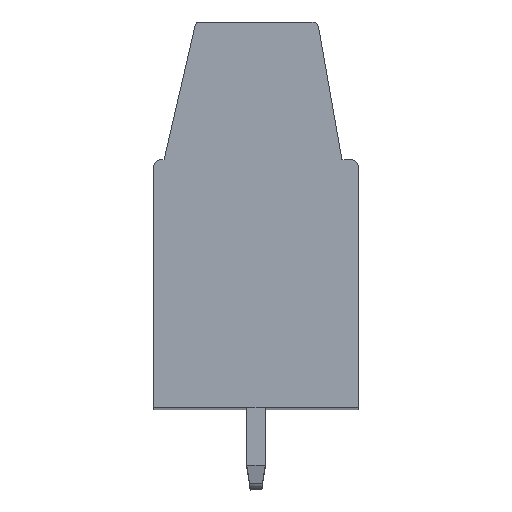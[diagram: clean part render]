
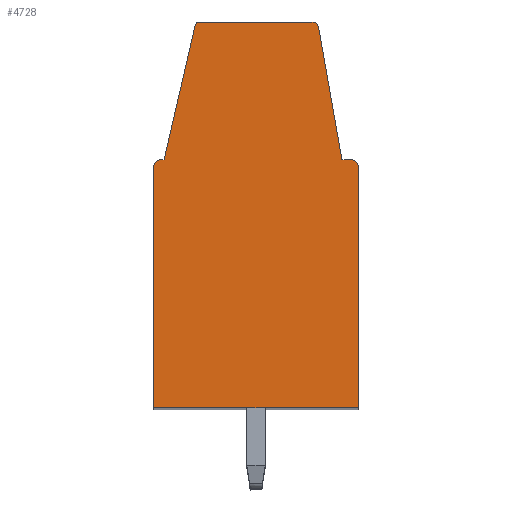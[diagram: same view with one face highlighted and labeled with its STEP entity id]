
A CAD part, top view. The second image highlights one B-rep face of the part: STEP entity #4728.
In plain terms, the highlighted planar face has unit normal (0, 0, 1).
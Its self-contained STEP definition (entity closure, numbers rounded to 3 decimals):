
#24=DIRECTION('',(0.225,0.974,0.));
#25=VECTOR('',#24,5.999);
#26=CARTESIAN_POINT('',(-4.,3.55,42.5));
#27=LINE('',#26,#25);
#28=CARTESIAN_POINT('',(-2.456,9.35,42.5));
#29=DIRECTION('',(0.,0.,-1.));
#30=DIRECTION('',(-0.974,0.225,0.));
#31=AXIS2_PLACEMENT_3D('',#28,#29,#30);
#33=DIRECTION('',(1.,0.,0.));
#34=VECTOR('',#33,4.886);
#35=CARTESIAN_POINT('',(-2.456,9.55,42.5));
#36=LINE('',#35,#34);
#37=CARTESIAN_POINT('',(2.43,9.25,42.5));
#38=DIRECTION('',(0.,0.,-1.));
#39=DIRECTION('',(0.,1.,0.));
#40=AXIS2_PLACEMENT_3D('',#37,#38,#39);
#42=DIRECTION('',(0.174,-0.985,0.));
#43=VECTOR('',#42,5.841);
#44=CARTESIAN_POINT('',(2.726,9.302,42.5));
#45=LINE('',#44,#43);
#46=DIRECTION('',(1.,0.,0.));
#47=VECTOR('',#46,0.41);
#48=CARTESIAN_POINT('',(3.74,3.55,42.5));
#49=LINE('',#48,#47);
#50=CARTESIAN_POINT('',(4.15,3.25,42.5));
#51=DIRECTION('',(0.,0.,-1.));
#52=DIRECTION('',(0.,1.,0.));
#53=AXIS2_PLACEMENT_3D('',#50,#51,#52);
#55=DIRECTION('',(0.,-1.,0.));
#56=VECTOR('',#55,10.5);
#57=CARTESIAN_POINT('',(4.45,3.25,42.5));
#58=LINE('',#57,#56);
#59=DIRECTION('',(-1.,0.,0.));
#60=VECTOR('',#59,8.9);
#61=CARTESIAN_POINT('',(4.45,-7.25,42.5));
#62=LINE('',#61,#60);
#63=DIRECTION('',(0.,1.,0.));
#64=VECTOR('',#63,10.5);
#65=CARTESIAN_POINT('',(-4.45,-7.25,42.5));
#66=LINE('',#65,#64);
#67=CARTESIAN_POINT('',(-4.15,3.25,42.5));
#68=DIRECTION('',(0.,0.,-1.));
#69=DIRECTION('',(-1.,0.,0.));
#70=AXIS2_PLACEMENT_3D('',#67,#68,#69);
#72=DIRECTION('',(1.,0.,0.));
#73=VECTOR('',#72,0.15);
#74=CARTESIAN_POINT('',(-4.15,3.55,42.5));
#75=LINE('',#74,#73);
#3776=CARTESIAN_POINT('',(-4.,3.55,42.5));
#3777=CARTESIAN_POINT('',(-2.651,9.395,42.5));
#3778=VERTEX_POINT('',#3776);
#3779=VERTEX_POINT('',#3777);
#3780=CARTESIAN_POINT('',(-4.15,3.55,42.5));
#3781=VERTEX_POINT('',#3780);
#3782=CARTESIAN_POINT('',(-4.45,3.25,42.5));
#3783=VERTEX_POINT('',#3782);
#3784=CARTESIAN_POINT('',(-4.45,-7.25,42.5));
#3785=VERTEX_POINT('',#3784);
#3786=CARTESIAN_POINT('',(4.45,-7.25,42.5));
#3787=VERTEX_POINT('',#3786);
#3788=CARTESIAN_POINT('',(4.45,3.25,42.5));
#3789=VERTEX_POINT('',#3788);
#3790=CARTESIAN_POINT('',(4.15,3.55,42.5));
#3791=VERTEX_POINT('',#3790);
#3792=CARTESIAN_POINT('',(3.74,3.55,42.5));
#3793=VERTEX_POINT('',#3792);
#3794=CARTESIAN_POINT('',(2.726,9.302,42.5));
#3795=VERTEX_POINT('',#3794);
#3796=CARTESIAN_POINT('',(2.43,9.55,42.5));
#3797=VERTEX_POINT('',#3796);
#3798=CARTESIAN_POINT('',(-2.456,9.55,42.5));
#3799=VERTEX_POINT('',#3798);
#4697=CARTESIAN_POINT('',(0.,0.,42.5));
#4698=DIRECTION('',(0.,0.,1.));
#4699=DIRECTION('',(1.,0.,0.));
#4700=AXIS2_PLACEMENT_3D('',#4697,#4698,#4699);
#4701=PLANE('',#4700);
#4703=ORIENTED_EDGE('',*,*,#4702,.T.);
#4705=ORIENTED_EDGE('',*,*,#4704,.T.);
#4707=ORIENTED_EDGE('',*,*,#4706,.T.);
#4709=ORIENTED_EDGE('',*,*,#4708,.T.);
#4711=ORIENTED_EDGE('',*,*,#4710,.T.);
#4713=ORIENTED_EDGE('',*,*,#4712,.T.);
#4715=ORIENTED_EDGE('',*,*,#4714,.T.);
#4717=ORIENTED_EDGE('',*,*,#4716,.T.);
#4719=ORIENTED_EDGE('',*,*,#4718,.T.);
#4721=ORIENTED_EDGE('',*,*,#4720,.T.);
#4723=ORIENTED_EDGE('',*,*,#4722,.T.);
#4725=ORIENTED_EDGE('',*,*,#4724,.T.);
#4726=EDGE_LOOP('',(#4703,#4705,#4707,#4709,#4711,#4713,#4715,#4717,#4719,#4721,
#4723,#4725));
#4727=FACE_OUTER_BOUND('',#4726,.F.);
#32=CIRCLE('',#31,0.2);
#41=CIRCLE('',#40,0.3);
#54=CIRCLE('',#53,0.3);
#71=CIRCLE('',#70,0.3);
#4702=EDGE_CURVE('',#3778,#3779,#27,.T.);
#4704=EDGE_CURVE('',#3779,#3799,#32,.T.);
#4706=EDGE_CURVE('',#3799,#3797,#36,.T.);
#4708=EDGE_CURVE('',#3797,#3795,#41,.T.);
#4710=EDGE_CURVE('',#3795,#3793,#45,.T.);
#4712=EDGE_CURVE('',#3793,#3791,#49,.T.);
#4714=EDGE_CURVE('',#3791,#3789,#54,.T.);
#4716=EDGE_CURVE('',#3789,#3787,#58,.T.);
#4718=EDGE_CURVE('',#3787,#3785,#62,.T.);
#4720=EDGE_CURVE('',#3785,#3783,#66,.T.);
#4722=EDGE_CURVE('',#3783,#3781,#71,.T.);
#4724=EDGE_CURVE('',#3781,#3778,#75,.T.);
#4728=ADVANCED_FACE('',(#4727),#4701,.T.);
